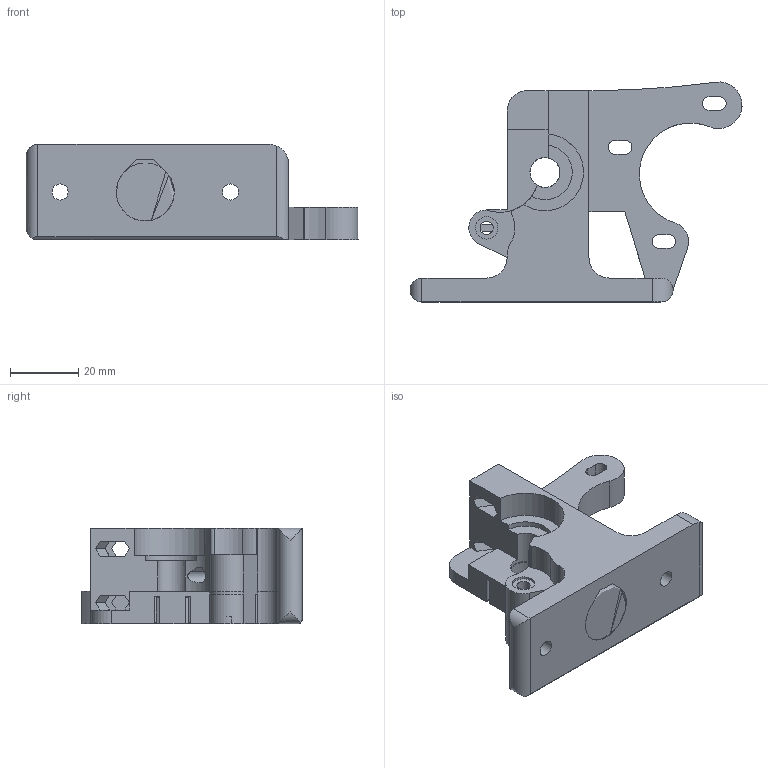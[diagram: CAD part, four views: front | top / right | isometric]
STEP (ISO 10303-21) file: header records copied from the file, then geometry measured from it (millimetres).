
FILE_DESCRIPTION(('FreeCAD Model'),'2;1');
FILE_NAME('extruder_body_fangtooth-v0.5.stp', '2015-12-30T19:17:00',('Author'),(''), 'Open CASCADE STEP processor 6.9','FreeCAD','Unknown');
FILE_SCHEMA(('AUTOMOTIVE_DESIGN { 1 0 10303 214 1 1 1 1 }'));
Length unit declared in the file: millimetre
Products named in the file (1): Pad011004002002002008
Bounding box: 97.4 x 64.54 x 28 mm (x, y, z)
Volume: 47257.7 mm3; surface area: 21705.4 mm2
Topology: 1 solids, 1 shells, 268 faces, 759 edges, 492 vertices
Faces by surface type: plane 193, cylinder 63, cone 8, extrusion 3, bspline 1
Full cylindrical faces by diameter (mm): 3.9 x1, 4.7 x3, 6.6 x1, 8.8 x3, 9.6 x1, 12.4 x1, 13.2 x1, 16 x2, 16.8 x1, 19.6 x1, 20.4 x1
Entity records: 20249 total; most frequent: CARTESIAN_POINT 5010, DIRECTION 2861, VECTOR 1873, LINE 1870, ORIENTED_EDGE 1518, PCURVE 1518, DEFINITIONAL_REPRESENTATION 1518, EDGE_CURVE 759
